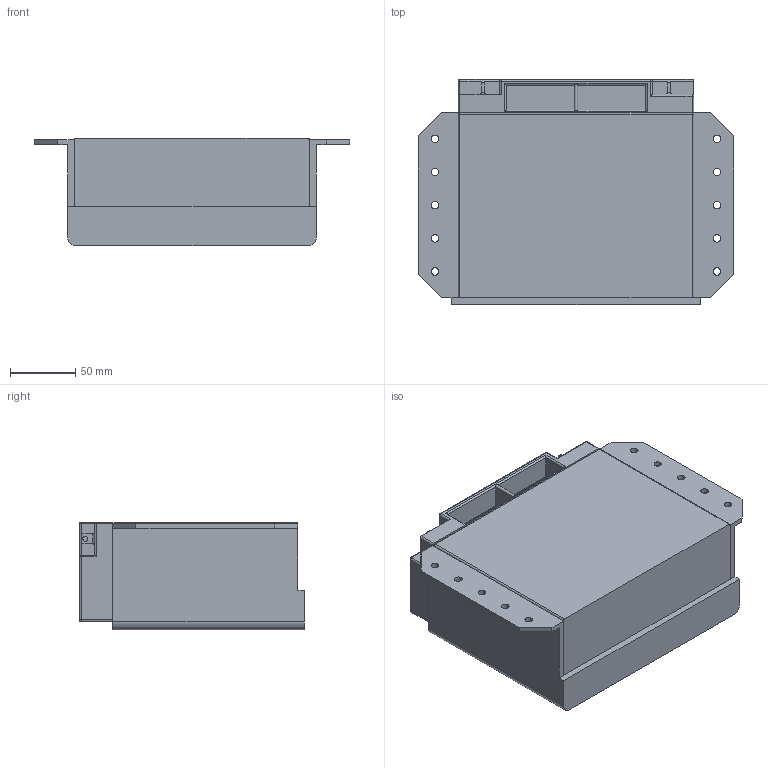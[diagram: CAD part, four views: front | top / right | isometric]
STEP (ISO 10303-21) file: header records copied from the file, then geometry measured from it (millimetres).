
FILE_DESCRIPTION(/* description */ (''),/* implementation_level */ '2;1');
FILE_NAME(/* name */ 'BATT_CLUSTER.step',/* time_stamp */ '2024-01-26T23:04:19-08:00',/* author */ (''),/* organization */ (''),/* preprocessor_version */ 'ST-DEVELOPER v20',/* originating_system */ 'Autodesk Translation Framework v12.14.0.127',/* authorisation */ '');
FILE_SCHEMA (('AUTOMOTIVE_DESIGN { 1 0 10303 214 3 1 1 }'));
Length unit declared in the file: inch
Products named in the file (3): BATT_CLUSTER; BATTERY_Holder (1); Battery v1 (1)
Assembly tree (2 placements, depth 2):
  BATT_CLUSTER
    BATTERY_Holder (1)
    Battery v1 (1)
Bounding box: 241.3 x 172.21 x 82.55 mm (x, y, z)
Volume: 2498969.2 mm3; surface area: 251087.8 mm2
Topology: 2 solids, 2 shells, 146 faces, 362 edges, 220 vertices
Faces by surface type: plane 74, cylinder 66, sphere 6
Full cylindrical faces by diameter (mm): 3.81 x2, 5.791 x10
Entity records: 4372 total; most frequent: DIRECTION 764, CARTESIAN_POINT 727, ORIENTED_EDGE 712, EDGE_CURVE 356, AXIS2_PLACEMENT_3D 257, LINE 250, VECTOR 250, VERTEX_POINT 220
